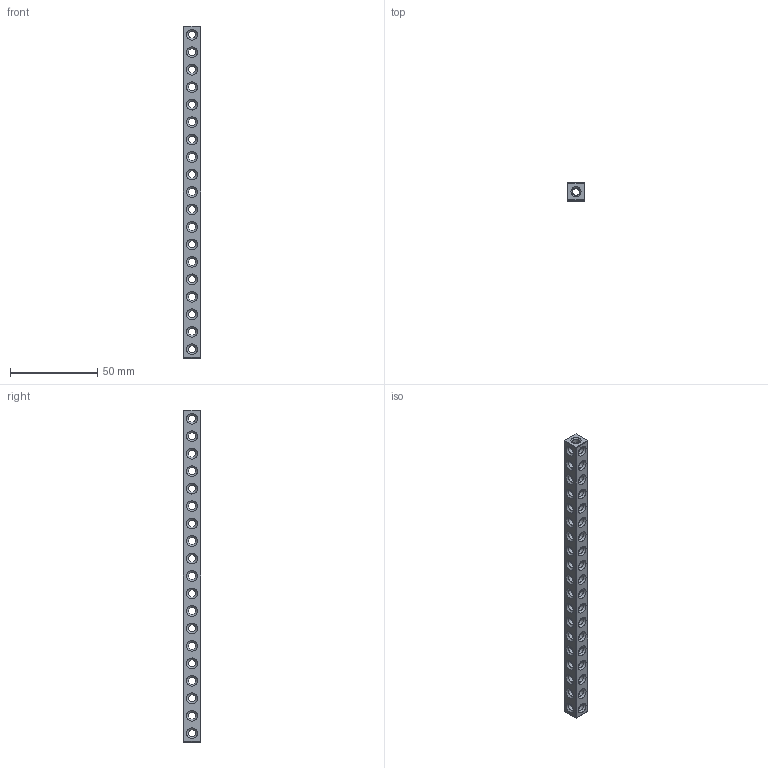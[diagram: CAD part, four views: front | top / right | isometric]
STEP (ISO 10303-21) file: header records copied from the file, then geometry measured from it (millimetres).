
FILE_DESCRIPTION(('FreeCAD Model'),'2;1');
FILE_NAME('Open CASCADE Shape Model','2024-10-01T21:27:55',('Author'),( ''),'Open CASCADE STEP processor 7.7','Ondsel','Unknown');
FILE_SCHEMA(('AUTOMOTIVE_DESIGN { 1 0 10303 214 1 1 1 1 }'));
Length unit declared in the file: millimetre
Products named in the file (1): Body
Bounding box: 10 x 10 x 190 mm (x, y, z)
Volume: 12436.4 mm3; surface area: 10699.9 mm2
Topology: 1 solids, 1 shells, 200 faces, 758 edges, 484 vertices
Faces by surface type: cylinder 96, cone 78, plane 26
Full cylindrical faces by diameter (mm): 4.2 x96
Entity records: 8596 total; most frequent: DIRECTION 1696, ORIENTED_EDGE 1516, CARTESIAN_POINT 1443, EDGE_CURVE 758, AXIS2_PLACEMENT_3D 737, VERTEX_POINT 484, ELLIPSE 380, FACE_BOUND 278
